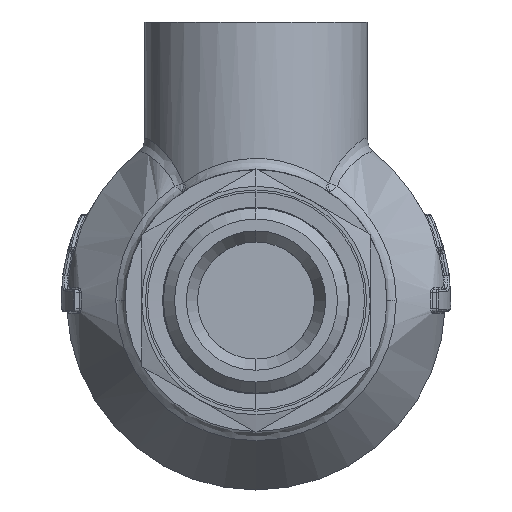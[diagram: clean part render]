
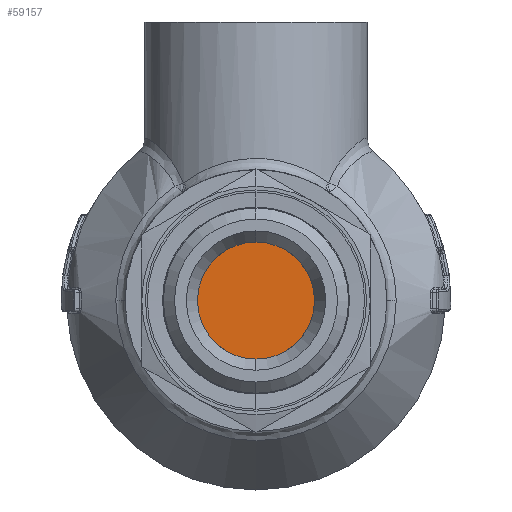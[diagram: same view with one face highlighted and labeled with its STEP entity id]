
A CAD part, front view. The second image highlights one B-rep face of the part: STEP entity #59157.
In plain terms, the highlighted planar face has unit normal (0, -1, 0).
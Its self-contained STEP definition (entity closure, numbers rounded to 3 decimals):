
#7673 = ORIENTED_EDGE ( 'NONE', *, *, #16493, .T. ) ;
#9689 = PLANE ( 'NONE',  #65853 ) ;
#9942 = CARTESIAN_POINT ( 'NONE',  ( 0., 195.888, 0. ) ) ;
#10536 = CIRCLE ( 'NONE', #73249, 12.151 ) ;
#16094 = FACE_OUTER_BOUND ( 'NONE', #63990, .T. ) ;
#16493 = EDGE_CURVE ( 'NONE', #41884, #56750, #10536, .T. ) ;
#18088 = CARTESIAN_POINT ( 'NONE',  ( 0., 195.888, 0. ) ) ;
#25040 = AXIS2_PLACEMENT_3D ( 'NONE', #53943, #59822, #71663 ) ;
#25880 = ORIENTED_EDGE ( 'NONE', *, *, #68798, .T. ) ;
#29518 = CIRCLE ( 'NONE', #25040, 12.151 ) ;
#41884 = VERTEX_POINT ( 'NONE', #61334 ) ;
#45535 = DIRECTION ( 'NONE',  ( 0., -1., 0. ) ) ;
#47612 = CARTESIAN_POINT ( 'NONE',  ( 0., 195.888, 12.151 ) ) ;
#53943 = CARTESIAN_POINT ( 'NONE',  ( 0., 195.888, 0. ) ) ;
#56750 = VERTEX_POINT ( 'NONE', #47612 ) ;
#56776 = DIRECTION ( 'NONE',  ( 0., 0., -1. ) ) ;
#59039 = DIRECTION ( 'NONE',  ( 0., -1., 0. ) ) ;
#59157 = ADVANCED_FACE ( 'NONE', ( #16094 ), #9689, .T. ) ;
#59822 = DIRECTION ( 'NONE',  ( 0., -1., 0. ) ) ;
#61334 = CARTESIAN_POINT ( 'NONE',  ( 0., 195.888, -12.151 ) ) ;
#63990 = EDGE_LOOP ( 'NONE', ( #25880, #7673 ) ) ;
#65853 = AXIS2_PLACEMENT_3D ( 'NONE', #9942, #45535, #56776 ) ;
#68798 = EDGE_CURVE ( 'NONE', #56750, #41884, #29518, .T. ) ;
#71142 = DIRECTION ( 'NONE',  ( 0., 0., 1. ) ) ;
#71663 = DIRECTION ( 'NONE',  ( 0., 0., 1. ) ) ;
#73249 = AXIS2_PLACEMENT_3D ( 'NONE', #18088, #59039, #71142 ) ;
